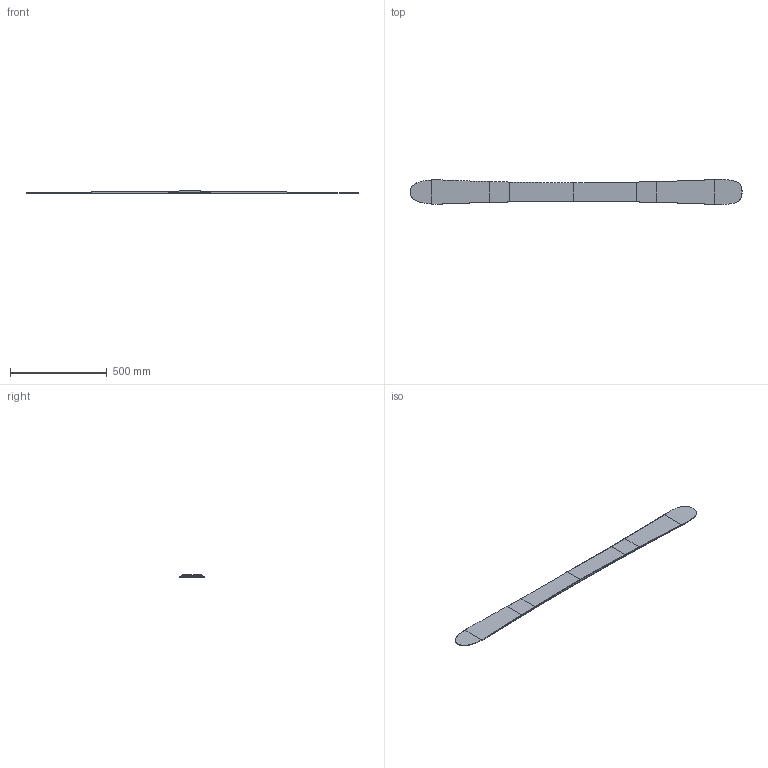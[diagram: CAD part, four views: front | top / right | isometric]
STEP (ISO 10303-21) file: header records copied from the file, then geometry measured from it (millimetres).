
FILE_DESCRIPTION(/* description */ (''),/* implementation_level */ '2;1');
FILE_NAME(/* name */ 'skit_profiled_final.step',/* time_stamp */ '2022-06-06T18:26:02+02:00',/* author */ (''),/* organization */ (''),/* preprocessor_version */ 'ST-DEVELOPER v19',/* originating_system */ 'Autodesk Translation Framework v11.7.0.108',/* authorisation */ '');
FILE_SCHEMA (('AUTOMOTIVE_DESIGN { 1 0 10303 214 3 1 1 }'));
Length unit declared in the file: millimetre
Products named in the file (1): skit_profiled
Bounding box: 1715.89 x 131 x 12 mm (x, y, z)
Volume: 1193950.3 mm3; surface area: 391464.1 mm2
Topology: 1 solids, 1 shells, 1723 faces, 5163 edges, 3442 vertices
Faces by surface type: plane 1723
Entity records: 56850 total; most frequent: CARTESIAN_POINT 10329, ORIENTED_EDGE 10326, DIRECTION 8611, LINE 5163, VECTOR 5163, EDGE_CURVE 5163, VERTEX_POINT 3442, AXIS2_PLACEMENT_3D 1724
